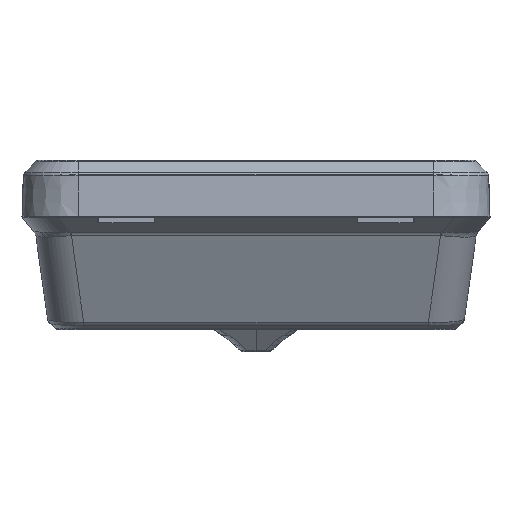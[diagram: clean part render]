
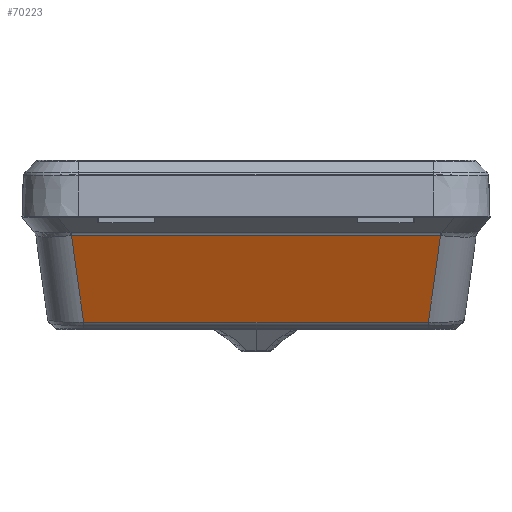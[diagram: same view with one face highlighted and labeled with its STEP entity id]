
A CAD part, top view. The second image highlights one B-rep face of the part: STEP entity #70223.
In plain terms, the highlighted face is planar.
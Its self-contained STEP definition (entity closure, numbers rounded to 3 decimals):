
#57 = CARTESIAN_POINT ( 'NONE',  ( -30.702, 303.86, -26.256 ) ) ;
#1781 = EDGE_CURVE ( 'NONE', #98873, #70464, #79540, .T. ) ;
#9161 = CARTESIAN_POINT ( 'NONE',  ( -125.72, 330., 29.802 ) ) ;
#11504 = VERTEX_POINT ( 'NONE', #15742 ) ;
#15742 = CARTESIAN_POINT ( 'NONE',  ( -92.113, 303.86, -26.256 ) ) ;
#18575 = VECTOR ( 'NONE', #150852, 1000. ) ;
#27795 = CARTESIAN_POINT ( 'NONE',  ( 92.113, 303.86, -26.256 ) ) ;
#29284 = B_SPLINE_CURVE_WITH_KNOTS ( 'NONE', 3,
 ( #143672, #57, #142167, #140684 ),
 .UNSPECIFIED., .F., .F.,
 ( 4, 4 ),
 ( 0., 1. ),
 .UNSPECIFIED. ) ;
#30131 = ORIENTED_EDGE ( 'NONE', *, *, #132484, .T. ) ;
#31629 = EDGE_LOOP ( 'NONE', ( #30131, #127614, #43414, #113516 ) ) ;
#43414 = ORIENTED_EDGE ( 'NONE', *, *, #150929, .T. ) ;
#44046 = CARTESIAN_POINT ( 'NONE',  ( -92.113, 303.86, -26.256 ) ) ;
#44555 = EDGE_CURVE ( 'NONE', #11504, #137557, #29284, .T. ) ;
#56798 = CARTESIAN_POINT ( 'NONE',  ( 92.113, 303.86, -26.256 ) ) ;
#61181 = CARTESIAN_POINT ( 'NONE',  ( -98.582, 325.324, 19.775 ) ) ;
#70223 = ADVANCED_FACE ( 'NONE', ( #128223 ), #114474, .T. ) ;
#70464 = VERTEX_POINT ( 'NONE', #61181 ) ;
#73083 = CARTESIAN_POINT ( 'NONE',  ( 98.582, 325.324, 19.775 ) ) ;
#76210 = AXIS2_PLACEMENT_3D ( 'NONE', #9161, #103000, #149680 ) ;
#79540 = LINE ( 'NONE', #148575, #18575 ) ;
#86898 = CARTESIAN_POINT ( 'NONE',  ( 94.269, 311.015, -10.912 ) ) ;
#88206 = B_SPLINE_CURVE_WITH_KNOTS ( 'NONE', 3,
 ( #73083, #120017, #86898, #27795 ),
 .UNSPECIFIED., .F., .F.,
 ( 4, 4 ),
 ( 0., 1. ),
 .UNSPECIFIED. ) ;
#90896 = CARTESIAN_POINT ( 'NONE',  ( -94.269, 311.015, -10.912 ) ) ;
#91641 = CARTESIAN_POINT ( 'NONE',  ( -98.582, 325.324, 19.775 ) ) ;
#98873 = VERTEX_POINT ( 'NONE', #102781 ) ;
#102781 = CARTESIAN_POINT ( 'NONE',  ( 98.582, 325.324, 19.775 ) ) ;
#103000 = DIRECTION ( 'NONE',  ( 0., 0.906, -0.423 ) ) ;
#113516 = ORIENTED_EDGE ( 'NONE', *, *, #1781, .F. ) ;
#114474 = PLANE ( 'NONE',  #76210 ) ;
#115761 = B_SPLINE_CURVE_WITH_KNOTS ( 'NONE', 3,
 ( #44046, #90896, #137694, #91641 ),
 .UNSPECIFIED., .F., .F.,
 ( 4, 4 ),
 ( 0., 1. ),
 .UNSPECIFIED. ) ;
#120017 = CARTESIAN_POINT ( 'NONE',  ( 96.426, 318.169, 4.432 ) ) ;
#127614 = ORIENTED_EDGE ( 'NONE', *, *, #44555, .F. ) ;
#128223 = FACE_OUTER_BOUND ( 'NONE', #31629, .T. ) ;
#132484 = EDGE_CURVE ( 'NONE', #98873, #137557, #88206, .T. ) ;
#137557 = VERTEX_POINT ( 'NONE', #56798 ) ;
#137694 = CARTESIAN_POINT ( 'NONE',  ( -96.426, 318.169, 4.432 ) ) ;
#140684 = CARTESIAN_POINT ( 'NONE',  ( 92.113, 303.86, -26.256 ) ) ;
#142167 = CARTESIAN_POINT ( 'NONE',  ( 30.706, 303.86, -26.256 ) ) ;
#143672 = CARTESIAN_POINT ( 'NONE',  ( -92.113, 303.86, -26.256 ) ) ;
#148575 = CARTESIAN_POINT ( 'NONE',  ( -125.72, 325.324, 19.775 ) ) ;
#149680 = DIRECTION ( 'NONE',  ( 1., 0., 0. ) ) ;
#150852 = DIRECTION ( 'NONE',  ( -1., 0., 0. ) ) ;
#150929 = EDGE_CURVE ( 'NONE', #11504, #70464, #115761, .T. ) ;
